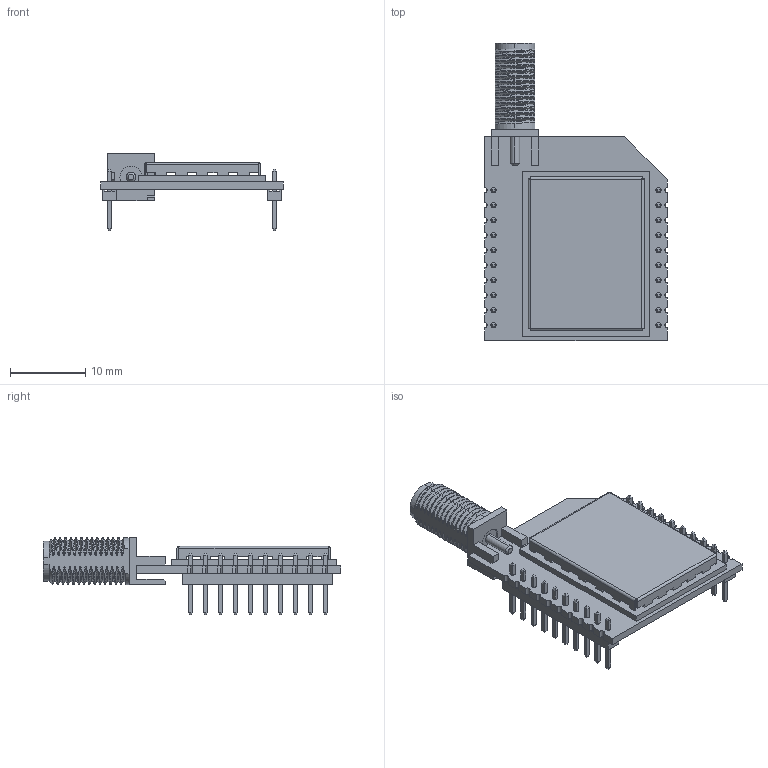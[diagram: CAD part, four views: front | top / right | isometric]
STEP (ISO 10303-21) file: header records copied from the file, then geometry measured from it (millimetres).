
FILE_DESCRIPTION (( 'STEP AP214' ), '1' );
FILE_NAME ('AS-RTK2B-MICRO-F9P-L1L2SMATH-00-R00.STEP', '2022-08-30T16:54:43', ( '' ), ( '' ), 'SwSTEP 2.0', 'SolidWorks 2020', '' );
FILE_SCHEMA (( 'AUTOMOTIVE_DESIGN' ));
Length unit declared in the file: millimetre
Products named in the file (9): Micro-PCB-00; _TMM-110-03-L-S_pins1.stp; _TMM-110-03-L-S_body.stp; _TMM-110-03-L-S_pins2.stp; 73251-2123.stp; TMM-110-03-L-S.stp; AS-RTK2B-MICRO-F9P-L1L2SMATH-00-R00; ZED-F9P-00B-02--3DModel-STEP-56544.step
Assembly tree (11 placements, depth 3):
  AS-RTK2B-MICRO-F9P-L1L2SMATH-00-R00
    Micro-PCB-00
    ZED-F9P-00B-02--3DModel-STEP-56544.step
    TMM-110-03-L-S.stp
      _TMM-110-03-L-S_body.stp
      _TMM-110-03-L-S_pins1.stp
      _TMM-110-03-L-S_pins2.stp
    TMM-110-03-L-S.stp
      _TMM-110-03-L-S_body.stp
      _TMM-110-03-L-S_pins1.stp
      _TMM-110-03-L-S_pins2.stp
    73251-2123.stp
Bounding box: 24.38 x 39.62 x 10.32 mm (x, y, z)
Volume: 1488.9 mm3; surface area: 4892.7 mm2
Topology: 113 solids, 113 shells, 2149 faces, 5129 edges, 3349 vertices
Faces by surface type: plane 1795, cylinder 214, cone 128, bspline 8, torus 4
Entity records: 59205 total; most frequent: CARTESIAN_POINT 14446, ORIENTED_EDGE 9118, DIRECTION 7979, EDGE_CURVE 4559, VECTOR 3739, LINE 3739, VERTEX_POINT 2997, AXIS2_PLACEMENT_3D 2120
